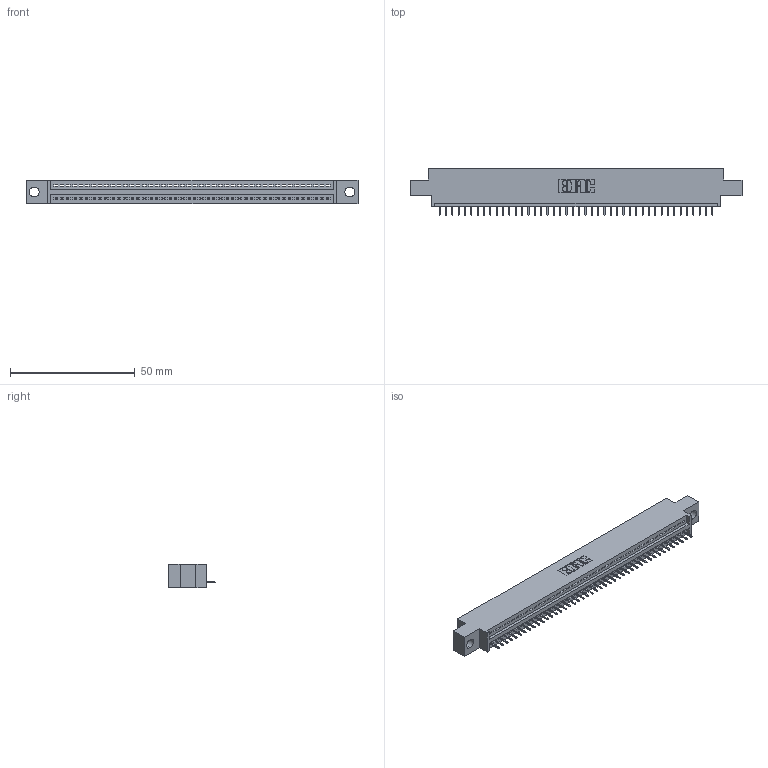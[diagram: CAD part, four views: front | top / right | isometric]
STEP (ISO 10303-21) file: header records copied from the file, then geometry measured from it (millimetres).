
FILE_DESCRIPTION (( 'STEP AP203' ), '1' );
FILE_NAME ('895-044-525-604.STEP', '2020-09-27T03:42:37', ( '' ), ( '' ), 'SwSTEP 2.0', 'SolidWorks 2020', '' );
FILE_SCHEMA (( 'CONFIG_CONTROL_DESIGN' ));
Length unit declared in the file: inch
Products named in the file (3): 845 Part_0.170 Offset - 0.156 Dia-TH; 345-292-001_345-293-125; 895-044-525-604
Assembly tree (45 placements, depth 2):
  895-044-525-604
    845 Part_0.170 Offset - 0.156 Dia-TH
    345-292-001_345-293-125  x44
Bounding box: 132.97 x 18.72 x 9.4 mm (x, y, z)
Volume: 12265 mm3; surface area: 15662.5 mm2
Topology: 45 solids, 45 shells, 2858 faces, 8273 edges, 5338 vertices
Faces by surface type: plane 2108, cylinder 750
Entity records: 33055 total; most frequent: CARTESIAN_POINT 5732, ORIENTED_EDGE 5710, DIRECTION 5003, EDGE_CURVE 2855, VECTOR 2551, LINE 2551, VERTEX_POINT 1898, AXIS2_PLACEMENT_3D 1226
